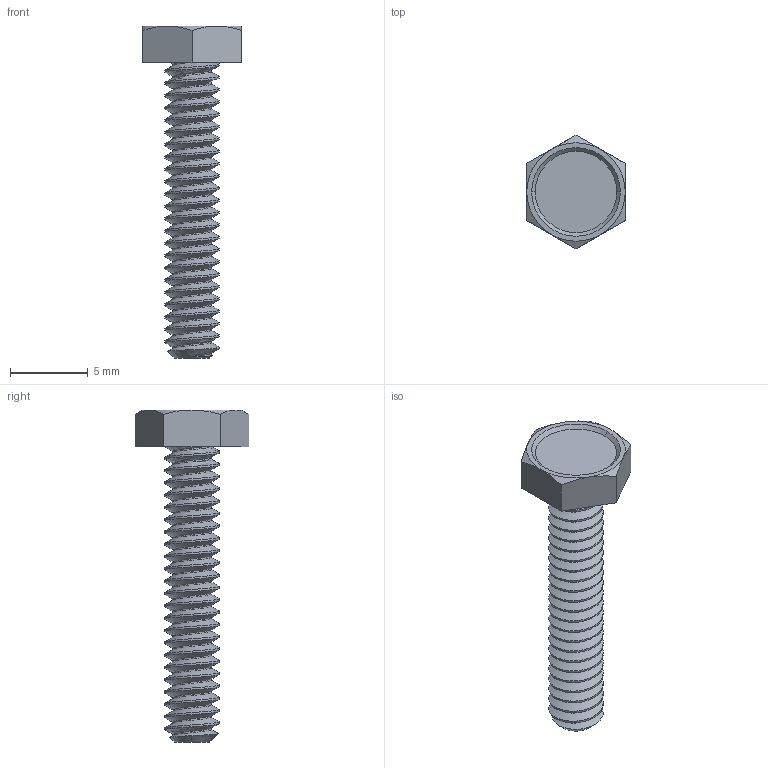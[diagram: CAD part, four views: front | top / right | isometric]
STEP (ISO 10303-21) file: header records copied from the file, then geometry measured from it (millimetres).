
FILE_DESCRIPTION (( 'STEP AP214' ), '1' );
FILE_NAME ('6-32 x 0750 HHCS.step', '2018-12-20T18:47:18', ( '' ), ( '' ), 'SwSTEP 2.0', 'SolidWorks 2018', '' );
FILE_SCHEMA (( 'AUTOMOTIVE_DESIGN' ));
Length unit declared in the file: inch
Products named in the file (1): 6-32 x 0750 HHCS
Bounding box: 6.35 x 7.33 x 21.41 mm (x, y, z)
Volume: 213.8 mm3; surface area: 448.9 mm2
Topology: 2 solids, 2 shells, 73 faces, 197 edges, 129 vertices
Faces by surface type: cylinder 48, cone 11, plane 11, bspline 3
Entity records: 6226 total; most frequent: CARTESIAN_POINT 4670, ORIENTED_EDGE 394, DIRECTION 236, EDGE_CURVE 197, VERTEX_POINT 129, AXIS2_PLACEMENT_3D 86, EDGE_LOOP 74, ADVANCED_FACE 73
